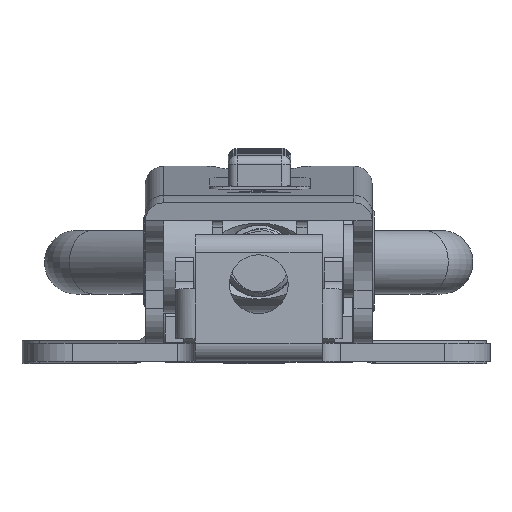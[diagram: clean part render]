
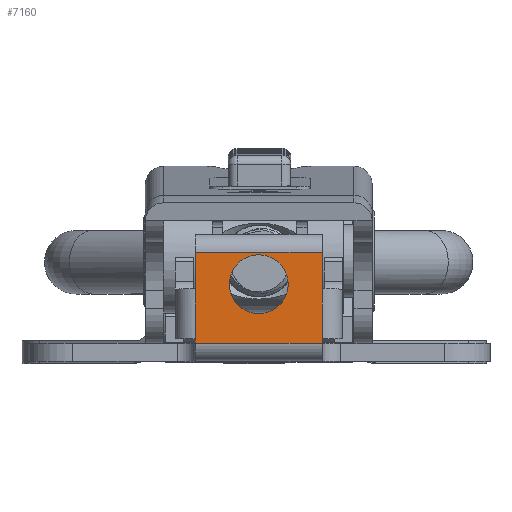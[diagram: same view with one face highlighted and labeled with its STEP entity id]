
A CAD part, top view. The second image highlights one B-rep face of the part: STEP entity #7160.
In plain terms, the highlighted face is planar.
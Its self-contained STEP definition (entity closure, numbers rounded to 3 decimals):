
#455=PLANE('',#7595);
#656=LINE('',#10315,#1190);
#660=LINE('',#10324,#1194);
#713=LINE('',#10509,#1247);
#728=LINE('',#10550,#1262);
#729=LINE('',#10552,#1263);
#731=LINE('',#10556,#1265);
#732=LINE('',#10558,#1266);
#733=LINE('',#10559,#1267);
#1190=VECTOR('',#8340,0.5);
#1194=VECTOR('',#8346,4.);
#1247=VECTOR('',#8493,4.);
#1262=VECTOR('',#8536,0.5);
#1263=VECTOR('',#8539,14.);
#1265=VECTOR('',#8545,14.);
#1266=VECTOR('',#8548,5.5);
#1267=VECTOR('',#8549,5.5);
#1693=FACE_BOUND('',#2210,.T.);
#1826=FACE_OUTER_BOUND('',#2209,.T.);
#2209=EDGE_LOOP('',(#5046,#5047,#5048,#5049,#5050,#5051,#5052,#5053));
#2210=EDGE_LOOP('',(#5054));
#2613=CIRCLE('',#7520,3.25);
#2963=VERTEX_POINT('',#10289);
#2973=VERTEX_POINT('',#10312);
#2974=VERTEX_POINT('',#10314);
#2977=VERTEX_POINT('',#10321);
#2978=VERTEX_POINT('',#10323);
#2980=VERTEX_POINT('',#10328);
#3013=VERTEX_POINT('',#10503);
#3015=VERTEX_POINT('',#10507);
#3027=VERTEX_POINT('',#10547);
#3749=EDGE_CURVE('',#2963,#2963,#2613,.T.);
#3759=EDGE_CURVE('',#2973,#2974,#656,.T.);
#3763=EDGE_CURVE('',#2978,#2977,#660,.T.);
#3837=EDGE_CURVE('',#3015,#3013,#713,.T.);
#3858=EDGE_CURVE('',#3027,#2980,#728,.T.);
#3859=EDGE_CURVE('',#3015,#2978,#729,.T.);
#3861=EDGE_CURVE('',#2974,#2980,#731,.T.);
#3862=EDGE_CURVE('',#2977,#3027,#732,.T.);
#3863=EDGE_CURVE('',#2973,#3013,#733,.T.);
#5046=ORIENTED_EDGE('',*,*,#3837,.F.);
#5047=ORIENTED_EDGE('',*,*,#3859,.T.);
#5048=ORIENTED_EDGE('',*,*,#3763,.T.);
#5049=ORIENTED_EDGE('',*,*,#3862,.T.);
#5050=ORIENTED_EDGE('',*,*,#3858,.T.);
#5051=ORIENTED_EDGE('',*,*,#3861,.F.);
#5052=ORIENTED_EDGE('',*,*,#3759,.F.);
#5053=ORIENTED_EDGE('',*,*,#3863,.T.);
#5054=ORIENTED_EDGE('',*,*,#3749,.F.);
#7160=ADVANCED_FACE('',(#1826,#1693),#455,.F.);
#7520=AXIS2_PLACEMENT_3D('',#10290,#8316,#8317);
#7595=AXIS2_PLACEMENT_3D('',#10557,#8546,#8547);
#8316=DIRECTION('center_axis',(1.,0.,0.));
#8317=DIRECTION('ref_axis',(0.,-1.,0.));
#8340=DIRECTION('',(0.,-1.,0.));
#8346=DIRECTION('',(0.,-1.,0.));
#8493=DIRECTION('',(0.,-1.,0.));
#8536=DIRECTION('',(0.,-1.,0.));
#8539=DIRECTION('',(0.,0.,1.));
#8545=DIRECTION('',(0.,0.,1.));
#8546=DIRECTION('center_axis',(-1.,0.,0.));
#8547=DIRECTION('ref_axis',(0.,0.,1.));
#8548=DIRECTION('',(0.,-1.,0.));
#8549=DIRECTION('',(0.,1.,0.));
#10289=CARTESIAN_POINT('',(65.2,-1.05,0.));
#10290=CARTESIAN_POINT('Origin',(65.2,-4.3,0.));
#10312=CARTESIAN_POINT('',(65.2,-10.3,-7.));
#10314=CARTESIAN_POINT('',(65.2,-10.8,-7.));
#10315=CARTESIAN_POINT('',(65.2,6.8,-7.));
#10321=CARTESIAN_POINT('',(65.2,-4.8,7.));
#10323=CARTESIAN_POINT('',(65.2,-0.8,7.));
#10324=CARTESIAN_POINT('',(65.2,6.8,7.));
#10328=CARTESIAN_POINT('',(65.2,-10.8,7.));
#10503=CARTESIAN_POINT('',(65.2,-4.8,-7.));
#10507=CARTESIAN_POINT('',(65.2,-0.8,-7.));
#10509=CARTESIAN_POINT('',(65.2,6.8,-7.));
#10547=CARTESIAN_POINT('',(65.2,-10.3,7.));
#10550=CARTESIAN_POINT('',(65.2,6.8,7.));
#10552=CARTESIAN_POINT('',(65.2,-0.8,-9.5));
#10556=CARTESIAN_POINT('',(65.2,-10.8,-15.3));
#10557=CARTESIAN_POINT('Origin',(65.2,-12.8,-9.5));
#10558=CARTESIAN_POINT('',(65.2,-4.8,7.));
#10559=CARTESIAN_POINT('',(65.2,-10.3,-7.));
